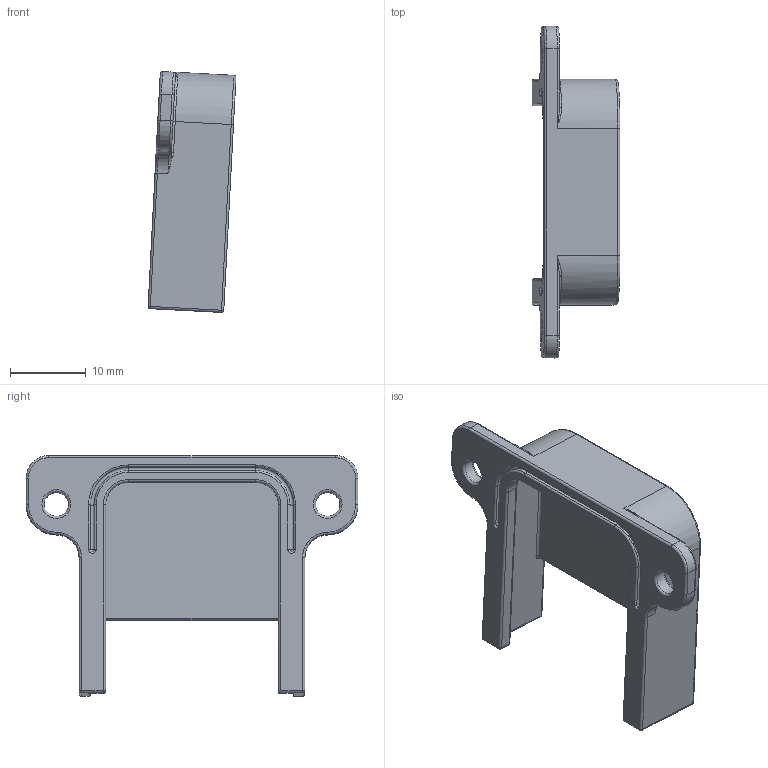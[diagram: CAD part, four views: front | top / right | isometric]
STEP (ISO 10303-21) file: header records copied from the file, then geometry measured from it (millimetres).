
FILE_DESCRIPTION(/* description */ (''),/* implementation_level */ '2;1');
FILE_NAME(/* name */ 'Air-Inlet-Down.step',/* time_stamp */ '2023-07-20T12:33:45+08:00',/* author */ (''),/* organization */ (''),/* preprocessor_version */ 'ST-DEVELOPER v19.2',/* originating_system */ 'Autodesk Translation Framework v12.6.0.85',/* authorisation */ '');
FILE_SCHEMA (('AUTOMOTIVE_DESIGN { 1 0 10303 214 3 1 1 }'));
Length unit declared in the file: millimetre
Products named in the file (1): Air-Inlet-Down
Bounding box: 11.59 x 43.8 x 31.78 mm (x, y, z)
Volume: 2618 mm3; surface area: 3622.9 mm2
Topology: 1 solids, 1 shells, 154 faces, 360 edges, 203 vertices
Faces by surface type: cylinder 73, torus 42, plane 26, sphere 9, bspline 4
Full cylindrical faces by diameter (mm): 3.2 x2
Entity records: 4629 total; most frequent: CARTESIAN_POINT 1019, DIRECTION 838, ORIENTED_EDGE 708, EDGE_CURVE 354, AXIS2_PLACEMENT_3D 348, VERTEX_POINT 203, CIRCLE 194, EDGE_LOOP 159
